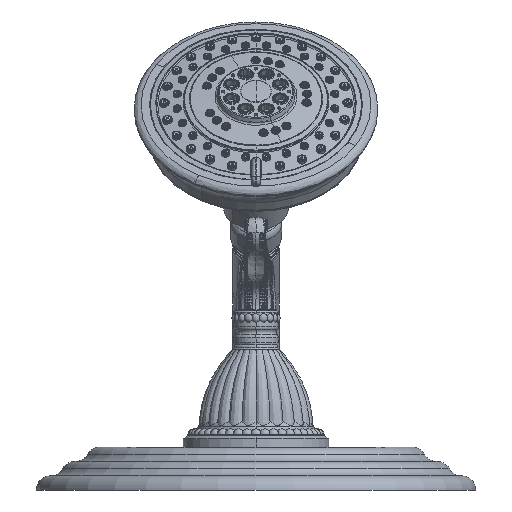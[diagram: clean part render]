
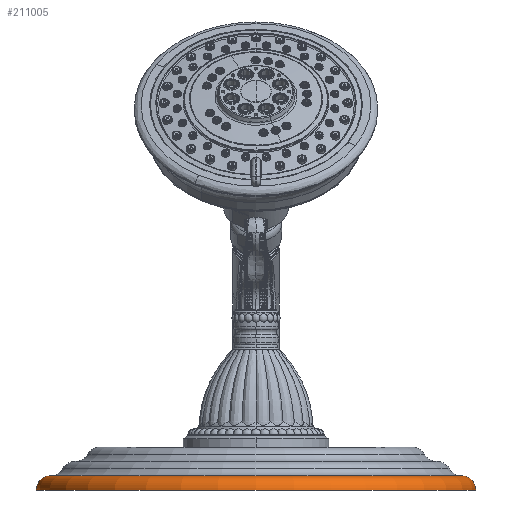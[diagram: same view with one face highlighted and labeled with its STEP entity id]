
A CAD part, front view. The second image highlights one B-rep face of the part: STEP entity #211005.
In plain terms, the highlighted toroidal (fillet/blend) face has major radius 92.075 mm and minor radius 6.35 mm.
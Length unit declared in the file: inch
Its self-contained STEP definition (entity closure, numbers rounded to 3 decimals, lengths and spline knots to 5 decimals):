
#124038=CARTESIAN_POINT('',(0.,0.,0.25));
#124039=DIRECTION('',(0.,0.,-1.));
#124040=DIRECTION('',(1.,0.,0.));
#124041=AXIS2_PLACEMENT_3D('',#124038,#124039,#124040);
#124063=CARTESIAN_POINT('',(3.625,0.,0.));
#124064=DIRECTION('',(0.,-1.,0.));
#124065=DIRECTION('',(1.,0.,0.));
#124066=AXIS2_PLACEMENT_3D('',#124063,#124064,#124065);
#124068=CARTESIAN_POINT('',(-3.625,0.,0.));
#124069=DIRECTION('',(0.,1.,0.));
#124070=DIRECTION('',(-1.,0.,0.));
#124071=AXIS2_PLACEMENT_3D('',#124068,#124069,#124070);
#124073=CARTESIAN_POINT('',(0.,0.,0.));
#124074=DIRECTION('',(0.,0.,-1.));
#124075=DIRECTION('',(1.,0.,0.));
#124076=AXIS2_PLACEMENT_3D('',#124073,#124074,#124075);
#138629=CARTESIAN_POINT('',(3.625,0.,0.25));
#138631=VERTEX_POINT('',#138629);
#138639=CARTESIAN_POINT('',(-3.625,0.,0.25));
#138641=VERTEX_POINT('',#138639);
#139213=CARTESIAN_POINT('',(3.875,0.,0.));
#139214=CARTESIAN_POINT('',(-3.875,0.,0.));
#139215=VERTEX_POINT('',#139213);
#139216=VERTEX_POINT('',#139214);
#210994=CARTESIAN_POINT('',(0.,0.,0.));
#210995=DIRECTION('',(0.,0.,-1.));
#210996=DIRECTION('',(-1.,0.,0.));
#210997=AXIS2_PLACEMENT_3D('',#210994,#210995,#210996);
#210998=TOROIDAL_SURFACE('',#210997,3.625,0.25);
#210999=ORIENTED_EDGE('',*,*,#210988,.T.);
#211000=ORIENTED_EDGE('',*,*,#210978,.T.);
#211001=ORIENTED_EDGE('',*,*,#210947,.F.);
#211002=ORIENTED_EDGE('',*,*,#210975,.F.);
#211003=EDGE_LOOP('',(#210999,#211000,#211001,#211002));
#211004=FACE_OUTER_BOUND('',#211003,.F.);
#211005=ADVANCED_FACE('',(#211004),#210998,.T.);
#124042=CIRCLE('',#124041,3.625);
#124067=CIRCLE('',#124066,0.25);
#124072=CIRCLE('',#124071,0.25);
#124077=CIRCLE('',#124076,3.875);
#210947=EDGE_CURVE('',#138631,#138641,#124042,.T.);
#210975=EDGE_CURVE('',#139215,#138631,#124067,.T.);
#210978=EDGE_CURVE('',#139216,#138641,#124072,.T.);
#210988=EDGE_CURVE('',#139215,#139216,#124077,.T.);
